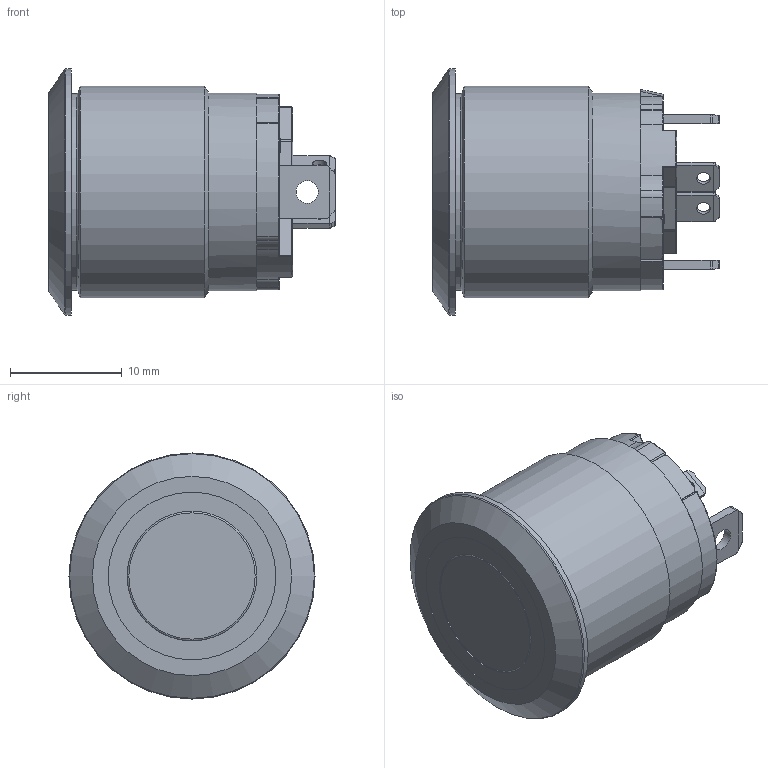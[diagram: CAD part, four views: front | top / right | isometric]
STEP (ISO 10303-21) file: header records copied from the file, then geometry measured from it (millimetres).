
FILE_DESCRIPTION(/* description */ (''),/* implementation_level */ '2;1');
FILE_NAME(/* name */ 'PVHC4F2xxx3xx.stp',/* time_stamp */ '2024-04-05T15:14:02-05:00',/* author */ ('mwilliams'),/* organization */ (''),/* preprocessor_version */ 'ST-DEVELOPER v18.1',/* originating_system */ 'Autodesk Inventor 2022',/* authorisation */ '');
FILE_SCHEMA (('AUTOMOTIVE_DESIGN { 1 0 10303 214 3 1 1 }'));
Length unit declared in the file: inch
Products named in the file (1): 100124936_Simplify_1
Bounding box: 25.6 x 22 x 22 mm (x, y, z)
Volume: 5682.5 mm3; surface area: 2556.2 mm2
Topology: 1 solids, 1 shells, 253 faces, 689 edges, 435 vertices
Faces by surface type: plane 123, cylinder 85, torus 31, sphere 10, cone 4
Full cylindrical faces by diameter (mm): 0.5 x1, 1.2 x2, 2 x2, 11.6 x1, 15 x1, 17 x1, 17.6 x1, 17.7 x1, 18.9 x1, 22 x1
Entity records: 8235 total; most frequent: CARTESIAN_POINT 1600, DIRECTION 1431, ORIENTED_EDGE 1374, EDGE_CURVE 687, AXIS2_PLACEMENT_3D 516, VERTEX_POINT 435, LINE 399, VECTOR 399
